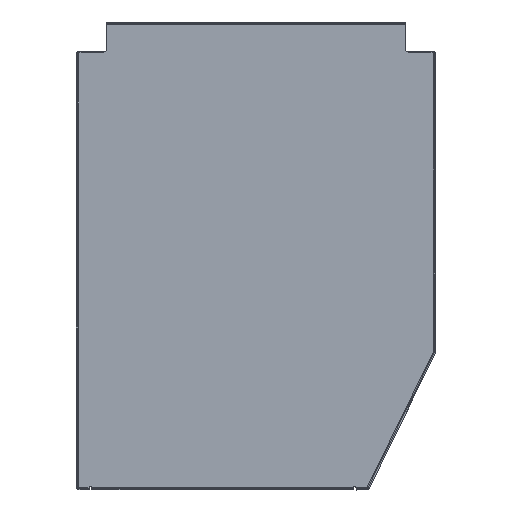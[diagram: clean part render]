
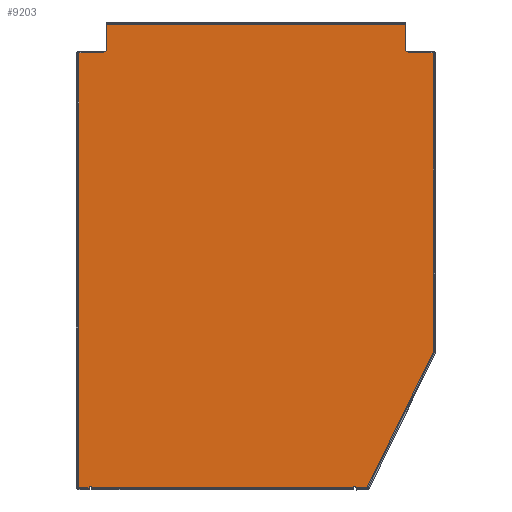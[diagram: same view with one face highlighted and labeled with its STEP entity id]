
A CAD part, top view. The second image highlights one B-rep face of the part: STEP entity #9203.
In plain terms, the highlighted planar face has unit normal (0, 0, 1).
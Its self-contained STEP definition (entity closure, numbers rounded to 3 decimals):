
#249=CIRCLE('',#9777,1.25);
#250=CIRCLE('',#9779,1.);
#251=CIRCLE('',#9780,1.);
#252=CIRCLE('',#9781,1.25);
#423=FACE_OUTER_BOUND('',#943,.T.);
#943=EDGE_LOOP('',(#6162,#6163,#6164,#6165,#6166,#6167,#6168,#6169,#6170,
#6171,#6172,#6173,#6174,#6175,#6176,#6177,#6178,#6179,#6180));
#1504=LINE('',#12979,#2652);
#1506=LINE('',#12989,#2654);
#1510=LINE('',#13016,#2658);
#1537=LINE('',#13111,#2685);
#1539=LINE('',#13117,#2687);
#1544=LINE('',#13127,#2692);
#1545=LINE('',#13128,#2693);
#1546=LINE('',#13130,#2694);
#1547=LINE('',#13134,#2695);
#1548=LINE('',#13136,#2696);
#1549=LINE('',#13138,#2697);
#1550=LINE('',#13141,#2698);
#1551=LINE('',#13142,#2699);
#1552=LINE('',#13143,#2700);
#1553=LINE('',#13146,#2701);
#2652=VECTOR('',#10449,10.);
#2654=VECTOR('',#10457,10.);
#2658=VECTOR('',#10483,10.);
#2685=VECTOR('',#10570,10.);
#2687=VECTOR('',#10574,10.);
#2692=VECTOR('',#10585,1.782);
#2693=VECTOR('',#10586,10.);
#2694=VECTOR('',#10587,10.);
#2695=VECTOR('',#10590,10.);
#2696=VECTOR('',#10591,10.);
#2697=VECTOR('',#10592,10.);
#2698=VECTOR('',#10595,10.);
#2699=VECTOR('',#10596,10.);
#2700=VECTOR('',#10597,1.783);
#2701=VECTOR('',#10600,10.);
#3801=VERTEX_POINT('',#12973);
#3803=VERTEX_POINT('',#12977);
#3807=VERTEX_POINT('',#12986);
#3808=VERTEX_POINT('',#12988);
#3813=VERTEX_POINT('',#13007);
#3816=VERTEX_POINT('',#13014);
#3844=VERTEX_POINT('',#13096);
#3847=VERTEX_POINT('',#13104);
#3850=VERTEX_POINT('',#13109);
#3851=VERTEX_POINT('',#13113);
#3853=VERTEX_POINT('',#13116);
#3855=VERTEX_POINT('',#13123);
#3856=VERTEX_POINT('',#13129);
#3857=VERTEX_POINT('',#13131);
#3858=VERTEX_POINT('',#13133);
#3859=VERTEX_POINT('',#13135);
#3860=VERTEX_POINT('',#13137);
#3861=VERTEX_POINT('',#13139);
#3862=VERTEX_POINT('',#13144);
#4700=EDGE_CURVE('',#3801,#3803,#1504,.T.);
#4704=EDGE_CURVE('',#3807,#3808,#1506,.T.);
#4716=EDGE_CURVE('',#3816,#3813,#1510,.T.);
#4762=EDGE_CURVE('',#3847,#3850,#1537,.T.);
#4764=EDGE_CURVE('',#3853,#3851,#1539,.T.);
#4768=EDGE_CURVE('',#3808,#3855,#249,.T.);
#4770=EDGE_CURVE('',#3801,#3807,#1544,.T.);
#4771=EDGE_CURVE('',#3803,#3853,#1545,.T.);
#4772=EDGE_CURVE('',#3856,#3851,#1546,.T.);
#4773=EDGE_CURVE('',#3857,#3856,#250,.T.);
#4774=EDGE_CURVE('',#3857,#3858,#1547,.T.);
#4775=EDGE_CURVE('',#3858,#3859,#1548,.T.);
#4776=EDGE_CURVE('',#3860,#3859,#1549,.T.);
#4777=EDGE_CURVE('',#3861,#3860,#251,.T.);
#4778=EDGE_CURVE('',#3847,#3861,#1550,.T.);
#4779=EDGE_CURVE('',#3850,#3844,#1551,.T.);
#4780=EDGE_CURVE('',#3844,#3813,#1552,.T.);
#4781=EDGE_CURVE('',#3816,#3862,#252,.T.);
#4782=EDGE_CURVE('',#3862,#3855,#1553,.T.);
#6162=ORIENTED_EDGE('',*,*,#4704,.F.);
#6163=ORIENTED_EDGE('',*,*,#4770,.F.);
#6164=ORIENTED_EDGE('',*,*,#4700,.T.);
#6165=ORIENTED_EDGE('',*,*,#4771,.T.);
#6166=ORIENTED_EDGE('',*,*,#4764,.T.);
#6167=ORIENTED_EDGE('',*,*,#4772,.F.);
#6168=ORIENTED_EDGE('',*,*,#4773,.F.);
#6169=ORIENTED_EDGE('',*,*,#4774,.T.);
#6170=ORIENTED_EDGE('',*,*,#4775,.T.);
#6171=ORIENTED_EDGE('',*,*,#4776,.F.);
#6172=ORIENTED_EDGE('',*,*,#4777,.F.);
#6173=ORIENTED_EDGE('',*,*,#4778,.F.);
#6174=ORIENTED_EDGE('',*,*,#4762,.T.);
#6175=ORIENTED_EDGE('',*,*,#4779,.T.);
#6176=ORIENTED_EDGE('',*,*,#4780,.T.);
#6177=ORIENTED_EDGE('',*,*,#4716,.F.);
#6178=ORIENTED_EDGE('',*,*,#4781,.T.);
#6179=ORIENTED_EDGE('',*,*,#4782,.T.);
#6180=ORIENTED_EDGE('',*,*,#4768,.F.);
#8781=PLANE('',#9778);
#9203=ADVANCED_FACE('',(#423),#8781,.T.);
#9777=AXIS2_PLACEMENT_3D('',#13124,#10580,#10581);
#9778=AXIS2_PLACEMENT_3D('',#13126,#10583,#10584);
#9779=AXIS2_PLACEMENT_3D('',#13132,#10588,#10589);
#9780=AXIS2_PLACEMENT_3D('',#13140,#10593,#10594);
#9781=AXIS2_PLACEMENT_3D('',#13145,#10598,#10599);
#10449=DIRECTION('',(0.,1.,0.));
#10457=DIRECTION('',(-1.,0.,0.));
#10483=DIRECTION('',(-1.,0.,0.));
#10570=DIRECTION('',(0.,-1.,0.));
#10574=DIRECTION('',(0.,1.,0.));
#10580=DIRECTION('center_axis',(0.,0.,1.));
#10581=DIRECTION('ref_axis',(-0.707,0.707,0.));
#10583=DIRECTION('center_axis',(0.,0.,1.));
#10584=DIRECTION('ref_axis',(1.,0.,0.));
#10585=DIRECTION('',(-0.438,-0.899,0.));
#10586=DIRECTION('',(-1.,0.,0.));
#10587=DIRECTION('',(1.,0.,0.));
#10588=DIRECTION('center_axis',(0.,0.,1.));
#10589=DIRECTION('ref_axis',(-0.707,-0.707,0.));
#10590=DIRECTION('',(0.,1.,0.));
#10591=DIRECTION('',(-1.,0.,0.));
#10592=DIRECTION('',(0.,1.,0.));
#10593=DIRECTION('center_axis',(0.,0.,1.));
#10594=DIRECTION('ref_axis',(0.707,-0.707,0.));
#10595=DIRECTION('',(1.,0.,0.));
#10596=DIRECTION('',(-1.,0.,0.));
#10597=DIRECTION('',(0.,-1.,0.));
#10598=DIRECTION('center_axis',(0.,0.,-1.));
#10599=DIRECTION('ref_axis',(1.,0.,0.));
#10600=DIRECTION('',(1.,0.,0.));
#12973=CARTESIAN_POINT('',(-39.25,152.748,101.1));
#12977=CARTESIAN_POINT('',(-39.25,456.5,101.1));
#12979=CARTESIAN_POINT('',(-39.25,345.25,101.1));
#12986=CARTESIAN_POINT('',(-106.315,15.244,101.1));
#12988=CARTESIAN_POINT('',(-117.45,15.244,101.1));
#12989=CARTESIAN_POINT('',(-75.695,15.244,101.1));
#13007=CARTESIAN_POINT('',(-398.75,15.25,101.1));
#13014=CARTESIAN_POINT('',(-388.55,15.25,101.1));
#13016=CARTESIAN_POINT('',(-217.776,15.25,101.1));
#13096=CARTESIAN_POINT('',(-398.75,456.5,101.1));
#13104=CARTESIAN_POINT('',(-373.75,457.75,101.1));
#13109=CARTESIAN_POINT('',(-373.75,456.5,101.1));
#13111=CARTESIAN_POINT('',(-373.75,304.103,101.1));
#13113=CARTESIAN_POINT('',(-64.25,457.75,101.1));
#13116=CARTESIAN_POINT('',(-64.25,456.5,101.1));
#13117=CARTESIAN_POINT('',(-64.25,304.103,101.1));
#13123=CARTESIAN_POINT('',(-119.95,15.25,101.1));
#13124=CARTESIAN_POINT('Origin',(-118.7,15.25,101.1));
#13126=CARTESIAN_POINT('Origin',(-40.502,150.457,101.1));
#13127=CARTESIAN_POINT('',(-71.911,85.783,101.1));
#13128=CARTESIAN_POINT('',(-45.426,456.5,101.1));
#13129=CARTESIAN_POINT('',(-65.75,457.75,101.1));
#13130=CARTESIAN_POINT('',(-41.5,457.75,101.1));
#13131=CARTESIAN_POINT('',(-66.75,458.75,101.1));
#13132=CARTESIAN_POINT('Origin',(-65.75,458.75,101.1));
#13133=CARTESIAN_POINT('',(-66.75,485.25,101.1));
#13134=CARTESIAN_POINT('',(-66.75,454.,101.1));
#13135=CARTESIAN_POINT('',(-371.25,485.25,101.1));
#13136=CARTESIAN_POINT('',(-97.313,485.25,101.1));
#13137=CARTESIAN_POINT('',(-371.25,458.75,101.1));
#13138=CARTESIAN_POINT('',(-371.25,454.,101.1));
#13139=CARTESIAN_POINT('',(-372.25,457.75,101.1));
#13140=CARTESIAN_POINT('Origin',(-372.25,458.75,101.1));
#13141=CARTESIAN_POINT('',(-371.25,457.75,101.1));
#13142=CARTESIAN_POINT('',(-214.076,456.5,101.1));
#13143=CARTESIAN_POINT('',(-398.75,234.,101.1));
#13144=CARTESIAN_POINT('',(-386.05,15.25,101.1));
#13145=CARTESIAN_POINT('Origin',(-387.3,15.25,101.1));
#13146=CARTESIAN_POINT('',(-83.563,15.25,101.1));
